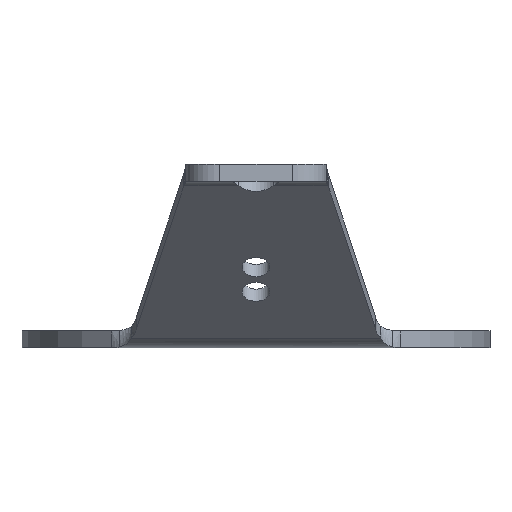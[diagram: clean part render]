
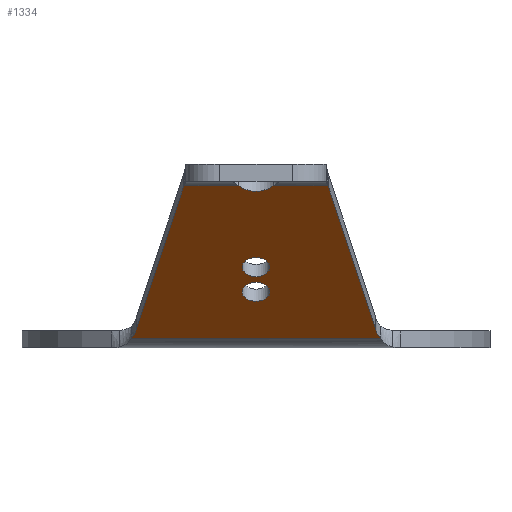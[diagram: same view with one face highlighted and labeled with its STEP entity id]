
A CAD part, left-side view. The second image highlights one B-rep face of the part: STEP entity #1334.
In plain terms, the highlighted planar face has unit normal (-0.695, 0, -0.719).
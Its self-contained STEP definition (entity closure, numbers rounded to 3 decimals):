
#34=FACE_BOUND('',#342,.T.);
#35=FACE_BOUND('',#343,.T.);
#105=CIRCLE('',#1458,10.);
#106=CIRCLE('',#1461,3.25);
#108=CIRCLE('',#1464,3.25);
#110=CIRCLE('',#1467,5.5);
#120=CIRCLE('',#1486,10.);
#137=PLANE('',#1485);
#251=FACE_OUTER_BOUND('',#341,.T.);
#341=EDGE_LOOP('',(#1231,#1232,#1233,#1234,#1235,#1236,#1237,#1238));
#342=EDGE_LOOP('',(#1239));
#343=EDGE_LOOP('',(#1240));
#358=LINE('',#2592,#448);
#416=LINE('',#2842,#506);
#423=LINE('',#2859,#513);
#431=LINE('',#3346,#521);
#434=LINE('',#3402,#524);
#448=VECTOR('',#1504,10.);
#506=VECTOR('',#1782,10.);
#513=VECTOR('',#1797,10.);
#521=VECTOR('',#1837,10.);
#524=VECTOR('',#1854,10.);
#549=VERTEX_POINT('',#2034);
#558=VERTEX_POINT('',#2395);
#644=VERTEX_POINT('',#2839);
#645=VERTEX_POINT('',#2841);
#647=VERTEX_POINT('',#2850);
#651=VERTEX_POINT('',#2857);
#652=VERTEX_POINT('',#2861);
#654=VERTEX_POINT('',#2866);
#658=VERTEX_POINT('',#2874);
#659=VERTEX_POINT('',#2876);
#692=EDGE_CURVE('',#558,#549,#358,.T.);
#816=EDGE_CURVE('',#644,#645,#416,.T.);
#820=EDGE_CURVE('',#645,#549,#105,.T.);
#825=EDGE_CURVE('',#651,#647,#423,.T.);
#826=EDGE_CURVE('',#652,#652,#106,.T.);
#828=EDGE_CURVE('',#654,#654,#108,.T.);
#832=EDGE_CURVE('',#659,#658,#110,.T.);
#849=EDGE_CURVE('',#658,#647,#431,.T.);
#862=EDGE_CURVE('',#644,#659,#434,.T.);
#866=EDGE_CURVE('',#558,#651,#120,.T.);
#1231=ORIENTED_EDGE('',*,*,#692,.T.);
#1232=ORIENTED_EDGE('',*,*,#820,.F.);
#1233=ORIENTED_EDGE('',*,*,#816,.F.);
#1234=ORIENTED_EDGE('',*,*,#862,.T.);
#1235=ORIENTED_EDGE('',*,*,#832,.T.);
#1236=ORIENTED_EDGE('',*,*,#849,.T.);
#1237=ORIENTED_EDGE('',*,*,#825,.F.);
#1238=ORIENTED_EDGE('',*,*,#866,.F.);
#1239=ORIENTED_EDGE('',*,*,#826,.T.);
#1240=ORIENTED_EDGE('',*,*,#828,.T.);
#1334=ADVANCED_FACE('',(#251,#34,#35),#137,.F.);
#1458=AXIS2_PLACEMENT_3D('',#2848,#1789,#1790);
#1461=AXIS2_PLACEMENT_3D('',#2862,#1800,#1801);
#1464=AXIS2_PLACEMENT_3D('',#2867,#1806,#1807);
#1467=AXIS2_PLACEMENT_3D('',#2877,#1814,#1815);
#1485=AXIS2_PLACEMENT_3D('',#3813,#1862,#1863);
#1486=AXIS2_PLACEMENT_3D('',#3814,#1864,#1865);
#1504=DIRECTION('',(0.,-1.,0.));
#1782=DIRECTION('',(0.701,-0.223,-0.677));
#1789=DIRECTION('center_axis',(-0.695,0.,-0.719));
#1790=DIRECTION('ref_axis',(0.399,0.832,-0.385));
#1797=DIRECTION('',(-0.701,-0.223,0.677));
#1800=DIRECTION('center_axis',(0.695,0.,0.719));
#1801=DIRECTION('ref_axis',(-0.719,0.,0.695));
#1806=DIRECTION('center_axis',(0.695,0.,0.719));
#1807=DIRECTION('ref_axis',(-0.719,0.,0.695));
#1814=DIRECTION('center_axis',(0.695,0.,0.719));
#1815=DIRECTION('ref_axis',(0.,-1.,0.));
#1837=DIRECTION('',(0.,1.,0.));
#1854=DIRECTION('',(0.,1.,0.));
#1862=DIRECTION('center_axis',(0.695,0.,0.719));
#1863=DIRECTION('ref_axis',(0.719,0.,-0.695));
#1864=DIRECTION('center_axis',(-0.695,0.,-0.719));
#1865=DIRECTION('ref_axis',(0.399,-0.832,-0.385));
#2034=CARTESIAN_POINT('',(-48.896,-29.243,2.245));
#2395=CARTESIAN_POINT('',(-48.896,29.243,2.245));
#2592=CARTESIAN_POINT('',(-48.896,14.622,2.245));
#2839=CARTESIAN_POINT('',(-85.925,-16.961,38.004));
#2841=CARTESIAN_POINT('',(-50.938,-28.113,4.217));
#2842=CARTESIAN_POINT('',(-87.372,-16.5,39.401));
#2848=CARTESIAN_POINT('Origin',(-52.545,-37.86,5.77));
#2850=CARTESIAN_POINT('',(-85.925,16.961,38.004));
#2857=CARTESIAN_POINT('',(-50.938,28.113,4.217));
#2859=CARTESIAN_POINT('',(-48.156,29.,1.531));
#2861=CARTESIAN_POINT('',(-63.849,0.,16.686));
#2862=CARTESIAN_POINT('Origin',(-66.187,0.,
18.944));
#2866=CARTESIAN_POINT('',(-57.879,0.,10.92));
#2867=CARTESIAN_POINT('Origin',(-60.217,0.,
13.178));
#2874=CARTESIAN_POINT('',(-85.925,4.059,38.004));
#2876=CARTESIAN_POINT('',(-85.925,-4.059,38.004));
#2877=CARTESIAN_POINT('Origin',(-88.595,0.,
40.582));
#3346=CARTESIAN_POINT('',(-85.925,2.029,38.004));
#3402=CARTESIAN_POINT('',(-85.925,-8.481,38.004));
#3813=CARTESIAN_POINT('Origin',(-39.957,0.,
-6.387));
#3814=CARTESIAN_POINT('Origin',(-52.545,37.86,5.77));
